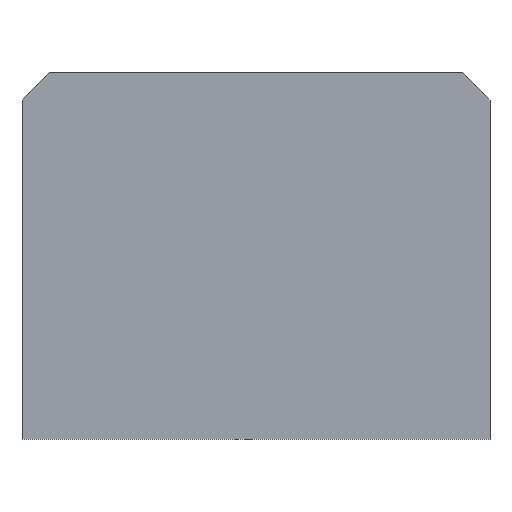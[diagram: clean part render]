
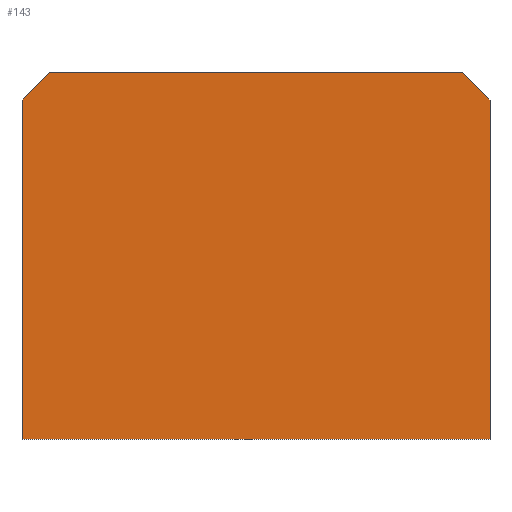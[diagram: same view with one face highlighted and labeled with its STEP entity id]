
A CAD part, front view. The second image highlights one B-rep face of the part: STEP entity #143.
In plain terms, the highlighted planar face has unit normal (0, -1, 0).
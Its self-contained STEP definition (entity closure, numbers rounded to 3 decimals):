
#17=FACE_OUTER_BOUND('',#25,.T.);
#25=EDGE_LOOP('',(#105,#106,#107,#108,#109,#110));
#33=LINE('',#215,#51);
#35=LINE('',#219,#53);
#38=LINE('',#225,#56);
#39=LINE('',#227,#57);
#40=LINE('',#229,#58);
#41=LINE('',#230,#59);
#51=VECTOR('',#177,10.);
#53=VECTOR('',#181,10.);
#56=VECTOR('',#186,10.);
#57=VECTOR('',#187,10.);
#58=VECTOR('',#188,10.);
#59=VECTOR('',#189,10.);
#69=VERTEX_POINT('',#212);
#70=VERTEX_POINT('',#214);
#71=VERTEX_POINT('',#218);
#73=VERTEX_POINT('',#224);
#74=VERTEX_POINT('',#226);
#75=VERTEX_POINT('',#228);
#81=EDGE_CURVE('',#69,#70,#33,.T.);
#83=EDGE_CURVE('',#71,#70,#35,.T.);
#86=EDGE_CURVE('',#69,#73,#38,.T.);
#87=EDGE_CURVE('',#74,#73,#39,.T.);
#88=EDGE_CURVE('',#74,#75,#40,.T.);
#89=EDGE_CURVE('',#75,#71,#41,.T.);
#105=ORIENTED_EDGE('',*,*,#81,.F.);
#106=ORIENTED_EDGE('',*,*,#86,.T.);
#107=ORIENTED_EDGE('',*,*,#87,.F.);
#108=ORIENTED_EDGE('',*,*,#88,.T.);
#109=ORIENTED_EDGE('',*,*,#89,.T.);
#110=ORIENTED_EDGE('',*,*,#83,.T.);
#135=PLANE('',#165);
#143=ADVANCED_FACE('',(#17),#135,.F.);
#165=AXIS2_PLACEMENT_3D('',#223,#184,#185);
#177=DIRECTION('',(0.707,0.,-0.707));
#181=DIRECTION('',(0.,0.,1.));
#184=DIRECTION('center_axis',(0.,1.,0.));
#185=DIRECTION('ref_axis',(1.,0.,0.));
#186=DIRECTION('',(-1.,0.,0.));
#187=DIRECTION('',(0.707,0.,0.707));
#188=DIRECTION('',(0.,0.,-1.));
#189=DIRECTION('',(1.,0.,0.));
#212=CARTESIAN_POINT('',(17.1,0.,15.15));
#214=CARTESIAN_POINT('',(19.35,0.,12.9));
#215=CARTESIAN_POINT('',(17.175,0.,15.075));
#218=CARTESIAN_POINT('',(19.35,0.,-15.15));
#219=CARTESIAN_POINT('',(19.35,0.,-15.15));
#223=CARTESIAN_POINT('Origin',(0.,0.,0.));
#224=CARTESIAN_POINT('',(-17.1,0.,15.15));
#225=CARTESIAN_POINT('',(19.35,0.,15.15));
#226=CARTESIAN_POINT('',(-19.35,0.,12.9));
#227=CARTESIAN_POINT('',(-17.175,0.,15.075));
#228=CARTESIAN_POINT('',(-19.35,0.,-15.15));
#229=CARTESIAN_POINT('',(-19.35,0.,15.15));
#230=CARTESIAN_POINT('',(-19.35,0.,-15.15));
